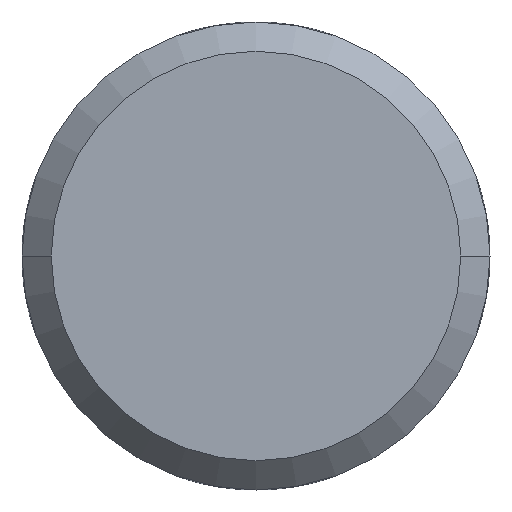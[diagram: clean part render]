
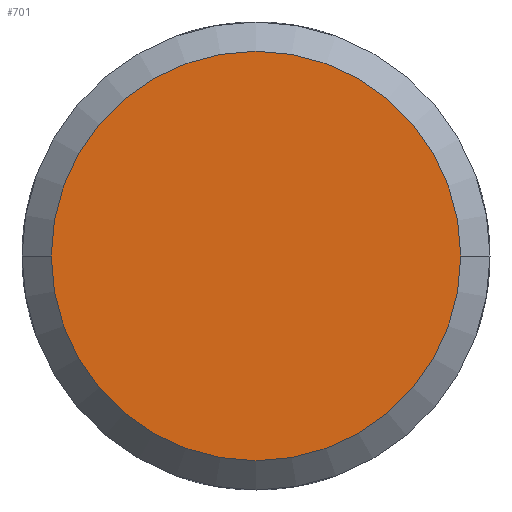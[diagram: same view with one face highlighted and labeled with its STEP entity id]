
A CAD part, front view. The second image highlights one B-rep face of the part: STEP entity #701.
In plain terms, the highlighted planar face has unit normal (0, -1, 0).
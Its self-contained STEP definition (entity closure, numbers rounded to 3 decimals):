
#54=CARTESIAN_POINT('',(0.,-13.51,0.));
#55=DIRECTION('',(0.,1.,0.));
#56=DIRECTION('',(1.,0.,0.));
#57=AXIS2_PLACEMENT_3D('',#54,#55,#56);
#62=CARTESIAN_POINT('',(0.,-13.51,0.));
#63=DIRECTION('',(0.,-1.,0.));
#64=DIRECTION('',(1.,0.,0.));
#65=AXIS2_PLACEMENT_3D('',#62,#63,#64);
#656=CARTESIAN_POINT('',(3.5,-13.51,0.));
#658=VERTEX_POINT('',#656);
#660=CARTESIAN_POINT('',(-3.5,-13.51,0.));
#662=VERTEX_POINT('',#660);
#690=CARTESIAN_POINT('',(0.,-13.51,0.));
#691=DIRECTION('',(0.,-1.,0.));
#692=DIRECTION('',(-1.,0.,0.));
#693=AXIS2_PLACEMENT_3D('',#690,#691,#692);
#694=PLANE('',#693);
#696=ORIENTED_EDGE('',*,*,#695,.T.);
#698=ORIENTED_EDGE('',*,*,#697,.F.);
#699=EDGE_LOOP('',(#696,#698));
#700=FACE_OUTER_BOUND('',#699,.F.);
#701=ADVANCED_FACE('',(#700),#694,.T.);
#58=CIRCLE('',#57,3.5);
#66=CIRCLE('',#65,3.5);
#695=EDGE_CURVE('',#658,#662,#58,.T.);
#697=EDGE_CURVE('',#658,#662,#66,.T.);
